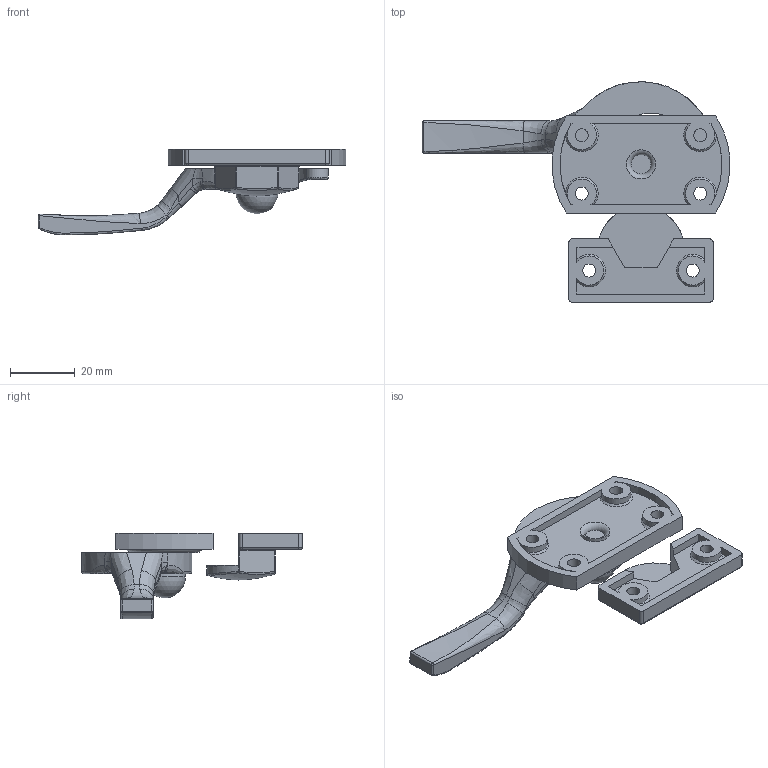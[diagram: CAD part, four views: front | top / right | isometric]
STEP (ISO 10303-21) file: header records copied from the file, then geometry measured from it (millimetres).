
FILE_DESCRIPTION(/* description */ (''),/* implementation_level */ '2;1');
FILE_NAME(/* name */ 'DR_D-114-5.stp',/* time_stamp */ '2024-06-04T10:01:21+09:00',/* author */ ('user'),/* organization */ (''),/* preprocessor_version */ 'ST-DEVELOPER v15.6',/* originating_system */ 'Autodesk Inventor 2015',/* authorisation */ '');
FILE_SCHEMA (('AUTOMOTIVE_DESIGN { 1 0 10303 214 3 1 1 }'));
Length unit declared in the file: millimetre
Products named in the file (4): DR_D-114-5R-H; DR_D-114-5R-P; DR_D-114-5R-BR; DR_D-114-5
Bounding box: 94.91 x 68 x 26.5 mm (x, y, z)
Volume: 18849.8 mm3; surface area: 12881.8 mm2
Topology: 3 solids, 3 shells, 187 faces, 459 edges, 281 vertices
Faces by surface type: cylinder 60, bspline 60, plane 46, cone 12, sphere 5, torus 4
Full cylindrical faces by diameter (mm): 4 x6, 6 x3, 9 x1, 13 x1
Entity records: 7246 total; most frequent: CARTESIAN_POINT 3314, ORIENTED_EDGE 856, DIRECTION 653, EDGE_CURVE 428, VERTEX_POINT 271, AXIS2_PLACEMENT_3D 258, EDGE_LOOP 225, FACE_OUTER_BOUND 187
